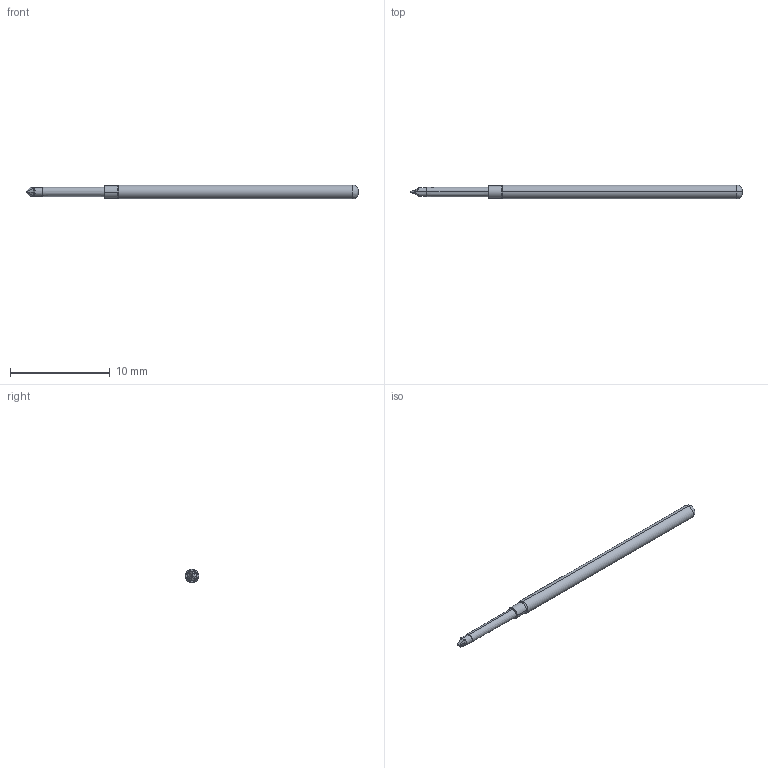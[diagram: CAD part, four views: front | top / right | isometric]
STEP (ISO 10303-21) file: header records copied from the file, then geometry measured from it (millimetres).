
FILE_DESCRIPTION (( 'STEP AP214' ), '1' );
FILE_NAME ('100-PRP2561_-S.STEP', '2016-05-27T14:06:07', ( 'spare' ), ( '' ), 'SwSTEP 2.0', 'SolidWorks 2016', '' );
FILE_SCHEMA (( 'AUTOMOTIVE_DESIGN' ));
Length unit declared in the file: inch
Products named in the file (1): 100-PRP2561_-S
Bounding box: 33.28 x 1.37 x 1.37 mm (x, y, z)
Volume: 41.6 mm3; surface area: 131.5 mm2
Topology: 1 solids, 1 shells, 29 faces, 68 edges, 42 vertices
Faces by surface type: plane 15, cone 8, cylinder 4, torus 2
Entity records: 1243 total; most frequent: CARTESIAN_POINT 182, ORIENTED_EDGE 136, DIRECTION 134, EDGE_CURVE 68, AXIS2_PLACEMENT_3D 50, VERTEX_POINT 42, VECTOR 34, LINE 34
